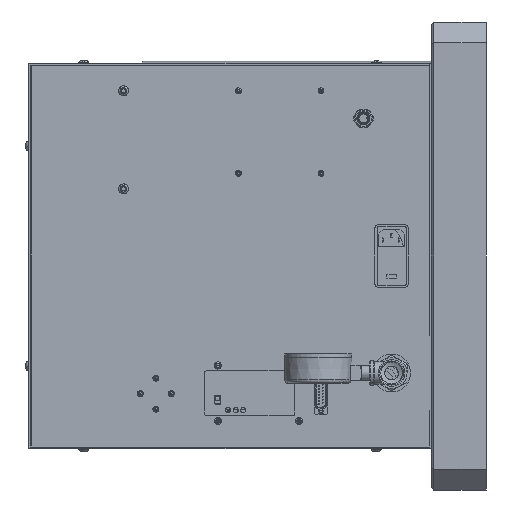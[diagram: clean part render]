
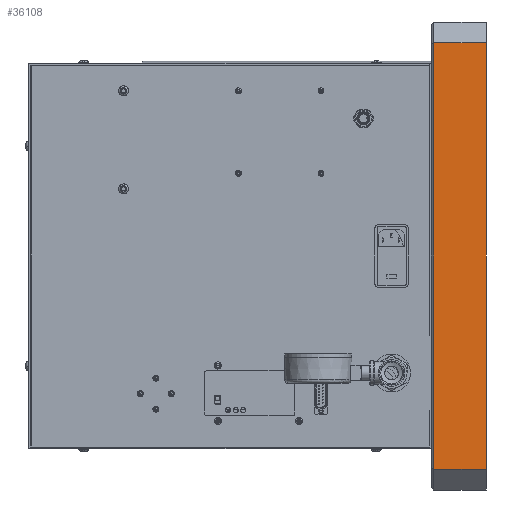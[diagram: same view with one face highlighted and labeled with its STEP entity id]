
A CAD part, left-side view. The second image highlights one B-rep face of the part: STEP entity #36108.
In plain terms, the highlighted planar face has unit normal (-1, 0, 0).
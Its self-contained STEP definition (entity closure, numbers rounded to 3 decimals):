
#2508 = DIRECTION ( 'NONE',  ( 0., 0., -1. ) ) ;
#3873 = VERTEX_POINT ( 'NONE', #30436 ) ;
#5107 = VECTOR ( 'NONE', #9997, 1000. ) ;
#7708 = ORIENTED_EDGE ( 'NONE', *, *, #20090, .T. ) ;
#7897 = PLANE ( 'NONE',  #42963 ) ;
#9997 = DIRECTION ( 'NONE',  ( 0., 1., 0. ) ) ;
#10806 = DIRECTION ( 'NONE',  ( 0., -1., 0. ) ) ;
#11256 = CARTESIAN_POINT ( 'NONE',  ( 0., 50.8, -196.85 ) ) ;
#12864 = EDGE_CURVE ( 'NONE', #29579, #42609, #26358, .T. ) ;
#13420 = EDGE_CURVE ( 'NONE', #3873, #36235, #41601, .T. ) ;
#13881 = EDGE_CURVE ( 'NONE', #36235, #29579, #25190, .T. ) ;
#14706 = ORIENTED_EDGE ( 'NONE', *, *, #13881, .T. ) ;
#18404 = DIRECTION ( 'NONE',  ( 1., 0., 0. ) ) ;
#18618 = CARTESIAN_POINT ( 'NONE',  ( 0., 0., -196.85 ) ) ;
#20090 = EDGE_CURVE ( 'NONE', #42609, #3873, #42210, .T. ) ;
#25190 = LINE ( 'NONE', #11256, #40554 ) ;
#25498 = FACE_OUTER_BOUND ( 'NONE', #29732, .T. ) ;
#26358 = LINE ( 'NONE', #33669, #31444 ) ;
#26582 = ORIENTED_EDGE ( 'NONE', *, *, #13420, .T. ) ;
#28468 = CARTESIAN_POINT ( 'NONE',  ( 0., 50.8, 215.9 ) ) ;
#29143 = DIRECTION ( 'NONE',  ( 0., 0., -1. ) ) ;
#29579 = VERTEX_POINT ( 'NONE', #18618 ) ;
#29581 = CARTESIAN_POINT ( 'NONE',  ( 0., 48.419, -196.85 ) ) ;
#29732 = EDGE_LOOP ( 'NONE', ( #7708, #26582, #14706, #38938 ) ) ;
#30436 = CARTESIAN_POINT ( 'NONE',  ( 0., 48.419, 196.85 ) ) ;
#31444 = VECTOR ( 'NONE', #33440, 1000. ) ;
#31459 = CARTESIAN_POINT ( 'NONE',  ( 0., 50.8, 196.85 ) ) ;
#33203 = VECTOR ( 'NONE', #2508, 1000. ) ;
#33440 = DIRECTION ( 'NONE',  ( 0., 0., 1. ) ) ;
#33669 = CARTESIAN_POINT ( 'NONE',  ( 0., 0., 215.9 ) ) ;
#33829 = CARTESIAN_POINT ( 'NONE',  ( 0., 48.419, 215.9 ) ) ;
#36108 = ADVANCED_FACE ( 'NONE', ( #25498 ), #7897, .F. ) ;
#36235 = VERTEX_POINT ( 'NONE', #29581 ) ;
#38645 = CARTESIAN_POINT ( 'NONE',  ( 0., 0., 196.85 ) ) ;
#38938 = ORIENTED_EDGE ( 'NONE', *, *, #12864, .T. ) ;
#40554 = VECTOR ( 'NONE', #10806, 1000. ) ;
#41601 = LINE ( 'NONE', #33829, #33203 ) ;
#42210 = LINE ( 'NONE', #31459, #5107 ) ;
#42609 = VERTEX_POINT ( 'NONE', #38645 ) ;
#42963 = AXIS2_PLACEMENT_3D ( 'NONE', #28468, #18404, #29143 ) ;
